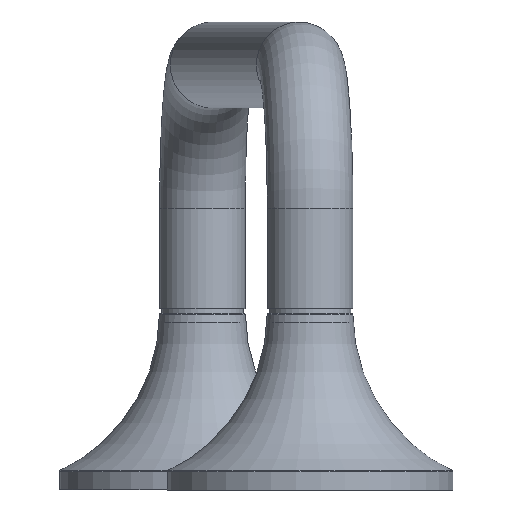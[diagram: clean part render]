
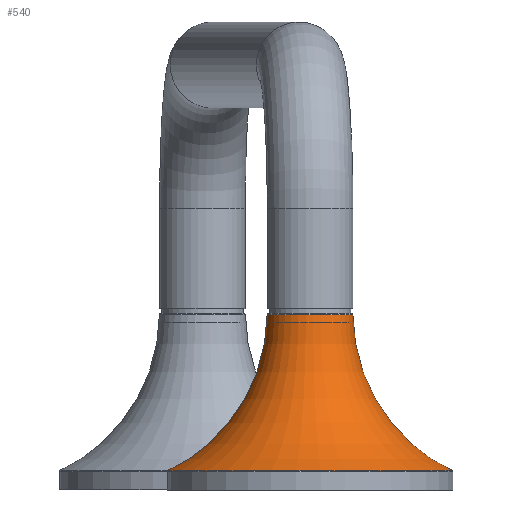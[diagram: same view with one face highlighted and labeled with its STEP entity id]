
A CAD part, left-side view. The second image highlights one B-rep face of the part: STEP entity #540.
In plain terms, the highlighted toroidal (fillet/blend) face has major radius 45.429 mm and minor radius 36.429 mm.
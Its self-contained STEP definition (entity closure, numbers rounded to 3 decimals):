
#36 = CIRCLE ( 'NONE', #67, 9.001 ) ;
#49 = DIRECTION ( 'NONE',  ( 0., 0., 1. ) ) ;
#51 = CARTESIAN_POINT ( 'NONE',  ( 0., 4.081, 0. ) ) ;
#67 = AXIS2_PLACEMENT_3D ( 'NONE', #670, #358, #49 ) ;
#98 = DIRECTION ( 'NONE',  ( 0., 0., 1. ) ) ;
#99 = AXIS2_PLACEMENT_3D ( 'NONE', #51, #410, #98 ) ;
#132 = EDGE_LOOP ( 'NONE', ( #573 ) ) ;
#143 = EDGE_LOOP ( 'NONE', ( #185 ) ) ;
#149 = FACE_OUTER_BOUND ( 'NONE', #143, .T. ) ;
#153 = DIRECTION ( 'NONE',  ( 0., 0., 1. ) ) ;
#185 = ORIENTED_EDGE ( 'NONE', *, *, #371, .T. ) ;
#186 = CARTESIAN_POINT ( 'NONE',  ( 0., 37., 0. ) ) ;
#220 = AXIS2_PLACEMENT_3D ( 'NONE', #186, #441, #153 ) ;
#226 = CARTESIAN_POINT ( 'NONE',  ( 0., 36.702, 9.001 ) ) ;
#272 = CARTESIAN_POINT ( 'NONE',  ( 0., 4.081, 29.828 ) ) ;
#303 = FACE_OUTER_BOUND ( 'NONE', #132, .T. ) ;
#323 = VERTEX_POINT ( 'NONE', #272 ) ;
#336 = EDGE_CURVE ( 'NONE', #596, #596, #36, .T. ) ;
#358 = DIRECTION ( 'NONE',  ( 0., -1., 0. ) ) ;
#371 = EDGE_CURVE ( 'NONE', #323, #323, #668, .T. ) ;
#410 = DIRECTION ( 'NONE',  ( 0., 1., 0. ) ) ;
#441 = DIRECTION ( 'NONE',  ( 0., 1., 0. ) ) ;
#540 = ADVANCED_FACE ( 'NONE', ( #303, #149 ), #557, .F. ) ;
#557 = TOROIDAL_SURFACE ( 'NONE', #220, 45.429, 36.429 ) ;
#573 = ORIENTED_EDGE ( 'NONE', *, *, #336, .T. ) ;
#596 = VERTEX_POINT ( 'NONE', #226 ) ;
#668 = CIRCLE ( 'NONE', #99, 29.828 ) ;
#670 = CARTESIAN_POINT ( 'NONE',  ( 0., 36.702, 0. ) ) ;
